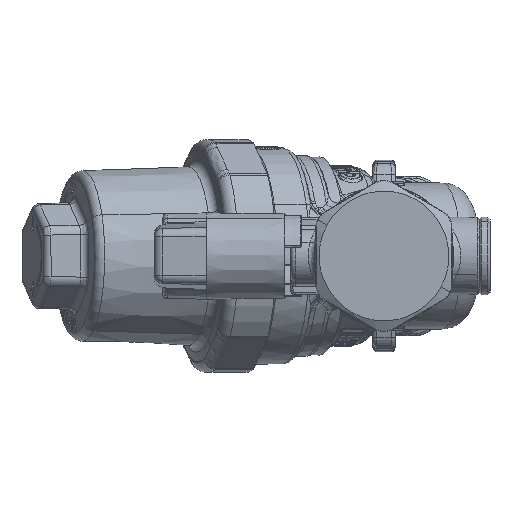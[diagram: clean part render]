
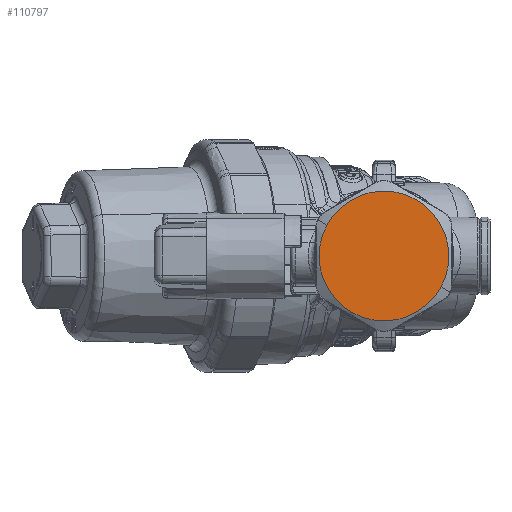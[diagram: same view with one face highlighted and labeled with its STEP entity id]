
A CAD part, left-side view. The second image highlights one B-rep face of the part: STEP entity #110797.
In plain terms, the highlighted planar face has unit normal (-1, 0, 0).
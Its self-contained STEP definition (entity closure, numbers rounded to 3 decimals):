
#110749=CARTESIAN_POINT('Vertex',(-89.2,-13.164,-7.191)) ;
#110752=CARTESIAN_POINT('Axis2P3D Location',(-89.2,0.,0.)) ;
#110756=CARTESIAN_POINT('Vertex',(-89.2,13.164,7.191)) ;
#110783=CARTESIAN_POINT('Axis2P3D Location',(-89.2,12.25,0.)) ;
#110788=CARTESIAN_POINT('Axis2P3D Location',(-89.2,0.,0.)) ;
#110753=DIRECTION('Axis2P3D Direction',(1.,0.,0.)) ;
#110784=DIRECTION('Axis2P3D Direction',(1.,0.,0.)) ;
#110785=DIRECTION('Axis2P3D XDirection',(0.,0.,1.)) ;
#110789=DIRECTION('Axis2P3D Direction',(1.,0.,0.)) ;
#110754=AXIS2_PLACEMENT_3D('Circle Axis2P3D',#110752,#110753,$) ;
#110786=AXIS2_PLACEMENT_3D('Plane Axis2P3D',#110783,#110784,#110785) ;
#110790=AXIS2_PLACEMENT_3D('Circle Axis2P3D',#110788,#110789,$) ;
#110755=CIRCLE('generated circle',#110754,15.) ;
#110791=CIRCLE('generated circle',#110790,15.) ;
#110787=PLANE('',#110786) ;
#110758=EDGE_CURVE('',#110750,#110757,#110755,.T.) ;
#110792=EDGE_CURVE('',#110757,#110750,#110791,.T.) ;
#110794=ORIENTED_EDGE('',*,*,#110792,.F.) ;
#110795=ORIENTED_EDGE('',*,*,#110758,.F.) ;
#110793=EDGE_LOOP('',(#110794,#110795)) ;
#110750=VERTEX_POINT('',#110749) ;
#110757=VERTEX_POINT('',#110756) ;
#110797=ADVANCED_FACE('PartBody',(#110796),#110787,.F.) ;
#110796=FACE_OUTER_BOUND('',#110793,.T.) ;
